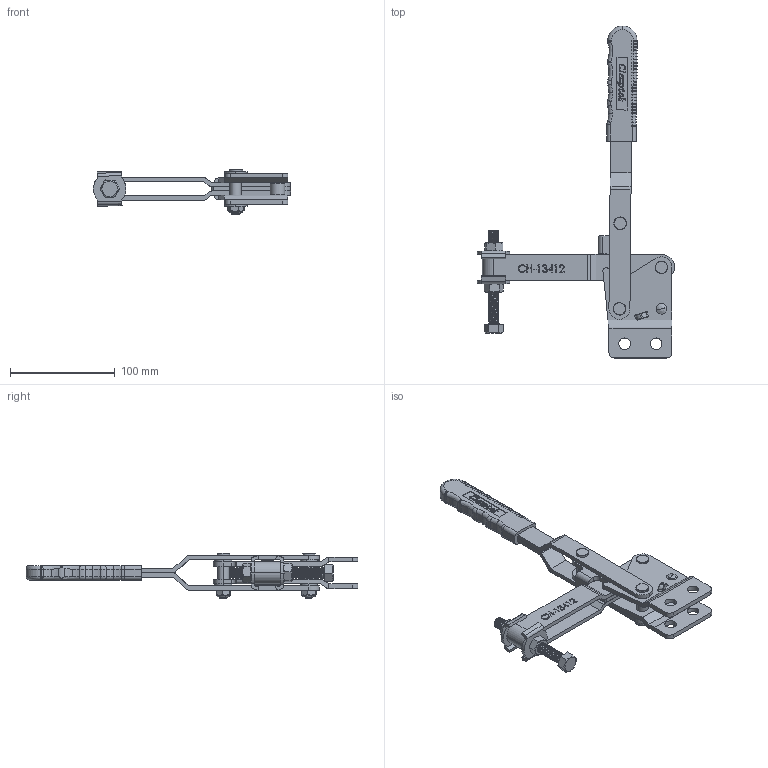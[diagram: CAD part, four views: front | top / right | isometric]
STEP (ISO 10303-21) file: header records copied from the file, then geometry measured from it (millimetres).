
FILE_DESCRIPTION (( 'STEP AP203' ), '1' );
FILE_NAME ('CH-13412.STEP', '2012-09-27T01:33:18', ( '微软用户' ), ( '微软中国' ), 'SwSTEP 2.0', 'SolidWorks 2010', '' );
FILE_SCHEMA (( 'CONFIG_CONTROL_DESIGN' ));
Products named in the file (18): CH-13412-01 STRAIGHT BASE; CH-14412-07; CH-14412-10; CH-14412-08; CH-SA-109015 Nut; CH-FW-120; CH-13412; CH-13412-02 U-BAR; CH-14412-05; CH-14412-06; CH-14412-04 CONNECTING-PLATE; CH-14412-03 STRAIGHT HANDLE; CH-11412-11; CH-11412-12; CH-14412-09; CH-SA-109015 SPINDLE SUOOLIED ; 5-16-18 LOCK-NUT; CH-101-H-06
Assembly tree (27 placements, depth 2):
  CH-13412
    CH-SA-109015 Nut  x2
    CH-14412-08  x2
    5-16-18 LOCK-NUT  x2
    CH-14412-07  x2
    CH-SA-109015 SPINDLE SUOOLIED 
    CH-14412-05
    CH-FW-120  x2
    CH-13412-01 STRAIGHT BASE
    CH-11412-11  x4
    CH-11412-12
    CH-101-H-06
    CH-14412-03 STRAIGHT HANDLE
    CH-14412-10  x2
    CH-14412-06  x2
    CH-13412-02 U-BAR
    CH-14412-09
    CH-14412-04 CONNECTING-PLATE
Bounding box: 187.75 x 316.23 x 43 mm (x, y, z)
Volume: 215484.2 mm3; surface area: 131201.9 mm2
Topology: 30 solids, 30 shells, 1790 faces, 4695 edges, 3018 vertices
Faces by surface type: plane 681, cylinder 602, bspline 333, torus 100, cone 68, sphere 6
Entity records: 87263 total; most frequent: CARTESIAN_POINT 46592, ORIENTED_EDGE 8706, DIRECTION 6989, EDGE_CURVE 4353, VERTEX_POINT 2802, VECTOR 2435, LINE 2435, AXIS2_PLACEMENT_3D 2277
